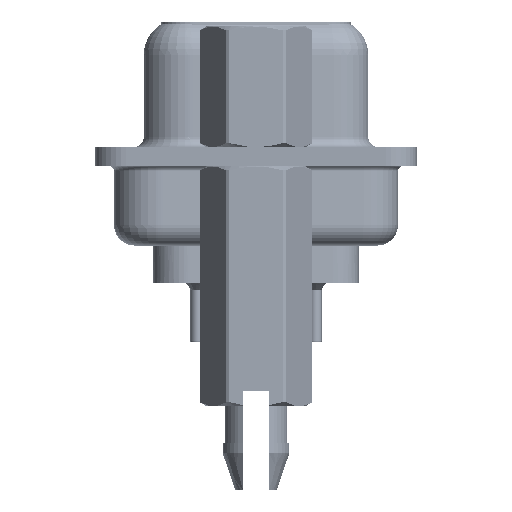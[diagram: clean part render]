
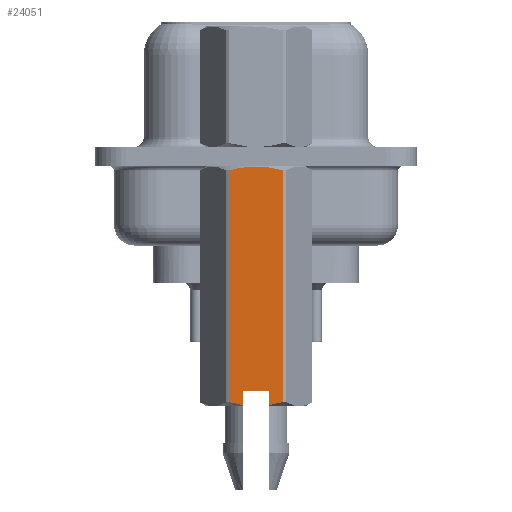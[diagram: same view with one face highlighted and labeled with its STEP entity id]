
A CAD part, left-side view. The second image highlights one B-rep face of the part: STEP entity #24051.
In plain terms, the highlighted planar face has unit normal (-1, 0, 0).
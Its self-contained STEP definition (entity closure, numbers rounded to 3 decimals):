
#739 = CARTESIAN_POINT ( 'NONE',  ( -2.381, 0.625, -11.885 ) ) ;
#774 = VERTEX_POINT ( 'NONE', #5732 ) ;
#1666 = CARTESIAN_POINT ( 'NONE',  ( -2.381, -0.625, -11.2 ) ) ;
#2779 = CARTESIAN_POINT ( 'NONE',  ( -2.381, -0.428, -0.485 ) ) ;
#3374 = CARTESIAN_POINT ( 'NONE',  ( -2.381, -1.375, -0.45 ) ) ;
#3859 = EDGE_CURVE ( 'NONE', #8241, #21035, #5694, .T. ) ;
#4183 = FACE_OUTER_BOUND ( 'NONE', #46622, .T. ) ;
#4774 = ORIENTED_EDGE ( 'NONE', *, *, #30431, .F. ) ;
#4945 = CARTESIAN_POINT ( 'NONE',  ( -2.381, 0., -0.468 ) ) ;
#5155 = CARTESIAN_POINT ( 'NONE',  ( -2.381, -0.625, -11.885 ) ) ;
#5279 = CARTESIAN_POINT ( 'NONE',  ( -2.381, 0.845, -11.853 ) ) ;
#5694 = B_SPLINE_CURVE_WITH_KNOTS ( 'NONE', 3,
 ( #4945, #6116, #10667, #10452, #10340, #10169 ),
 .UNSPECIFIED., .F., .F.,
 ( 4, 2, 4 ),
 ( 0.004, 0.004, 0.005 ),
 .UNSPECIFIED. ) ;
#5732 = CARTESIAN_POINT ( 'NONE',  ( -2.381, 1.273, -11.748 ) ) ;
#5939 = VERTEX_POINT ( 'NONE', #739 ) ;
#6116 = CARTESIAN_POINT ( 'NONE',  ( -2.381, 0.215, -0.468 ) ) ;
#6501 = ORIENTED_EDGE ( 'NONE', *, *, #18405, .T. ) ;
#6682 = CARTESIAN_POINT ( 'NONE',  ( -2.381, 0., -0.468 ) ) ;
#7274 = PLANE ( 'NONE',  #16831 ) ;
#8241 = VERTEX_POINT ( 'NONE', #36203 ) ;
#8947 = CARTESIAN_POINT ( 'NONE',  ( -2.381, -0.625, -11.2 ) ) ;
#9011 = CARTESIAN_POINT ( 'NONE',  ( -2.381, -1.273, -11.748 ) ) ;
#9921 = VECTOR ( 'NONE', #39626, 1000. ) ;
#10169 = CARTESIAN_POINT ( 'NONE',  ( -2.381, 1.273, -0.652 ) ) ;
#10340 = CARTESIAN_POINT ( 'NONE',  ( -2.381, 1.066, -0.596 ) ) ;
#10374 = CARTESIAN_POINT ( 'NONE',  ( -2.381, -1.273, -0.652 ) ) ;
#10452 = CARTESIAN_POINT ( 'NONE',  ( -2.381, 0.858, -0.55 ) ) ;
#10667 = CARTESIAN_POINT ( 'NONE',  ( -2.381, 0.432, -0.485 ) ) ;
#11146 = DIRECTION ( 'NONE',  ( 0., 0., 1. ) ) ;
#12276 = CARTESIAN_POINT ( 'NONE',  ( -2.381, 0.625, -11.2 ) ) ;
#12969 = VERTEX_POINT ( 'NONE', #12276 ) ;
#13347 = LINE ( 'NONE', #8947, #42379 ) ;
#13407 = B_SPLINE_CURVE_WITH_KNOTS ( 'NONE', 3,
 ( #10374, #14228, #25623, #2779, #29372, #6682 ),
 .UNSPECIFIED., .F., .F.,
 ( 4, 2, 4 ),
 ( 0.003, 0.003, 0.004 ),
 .UNSPECIFIED. ) ;
#14228 = CARTESIAN_POINT ( 'NONE',  ( -2.381, -1.065, -0.596 ) ) ;
#15781 = EDGE_CURVE ( 'NONE', #774, #5939, #29947, .T. ) ;
#15853 = ORIENTED_EDGE ( 'NONE', *, *, #3859, .T. ) ;
#16566 = CARTESIAN_POINT ( 'NONE',  ( -2.381, -0.842, -11.854 ) ) ;
#16831 = AXIS2_PLACEMENT_3D ( 'NONE', #3374, #33624, #11146 ) ;
#17881 = EDGE_CURVE ( 'NONE', #12969, #5939, #26019, .T. ) ;
#18072 = CARTESIAN_POINT ( 'NONE',  ( -2.381, -1.273, -0.652 ) ) ;
#18405 = EDGE_CURVE ( 'NONE', #21035, #774, #25980, .T. ) ;
#20691 = CARTESIAN_POINT ( 'NONE',  ( -2.381, -0.625, -11.885 ) ) ;
#21035 = VERTEX_POINT ( 'NONE', #25165 ) ;
#21307 = VECTOR ( 'NONE', #40568, 1000. ) ;
#22181 = B_SPLINE_CURVE_WITH_KNOTS ( 'NONE', 3,
 ( #5155, #16566, #43009, #9011 ),
 .UNSPECIFIED., .F., .F.,
 ( 4, 4 ),
 ( 0.003, 0.004 ),
 .UNSPECIFIED. ) ;
#23905 = CARTESIAN_POINT ( 'NONE',  ( -2.381, 1.06, -11.806 ) ) ;
#24051 = ADVANCED_FACE ( 'NONE', ( #4183 ), #7274, .T. ) ;
#24943 = CARTESIAN_POINT ( 'NONE',  ( -2.381, 1.273, 0.581 ) ) ;
#25071 = CARTESIAN_POINT ( 'NONE',  ( -2.381, -0.625, -11.2 ) ) ;
#25165 = CARTESIAN_POINT ( 'NONE',  ( -2.381, 1.273, -0.652 ) ) ;
#25486 = CARTESIAN_POINT ( 'NONE',  ( -2.381, 0.625, -11.2 ) ) ;
#25623 = CARTESIAN_POINT ( 'NONE',  ( -2.381, -0.853, -0.549 ) ) ;
#25887 = CARTESIAN_POINT ( 'NONE',  ( -2.381, -1.273, 0.581 ) ) ;
#25980 = LINE ( 'NONE', #24943, #44990 ) ;
#26019 = LINE ( 'NONE', #25486, #21307 ) ;
#27811 = DIRECTION ( 'NONE',  ( 0., 0., -1. ) ) ;
#28684 = DIRECTION ( 'NONE',  ( 0., 0., -1. ) ) ;
#29372 = CARTESIAN_POINT ( 'NONE',  ( -2.381, -0.215, -0.468 ) ) ;
#29613 = DIRECTION ( 'NONE',  ( 0., 0., 1. ) ) ;
#29947 = B_SPLINE_CURVE_WITH_KNOTS ( 'NONE', 3,
 ( #46637, #23905, #5279, #31786 ),
 .UNSPECIFIED., .F., .F.,
 ( 4, 4 ),
 ( 0.001, 0.002 ),
 .UNSPECIFIED. ) ;
#30005 = LINE ( 'NONE', #1666, #9921 ) ;
#30431 = EDGE_CURVE ( 'NONE', #34280, #12969, #30005, .T. ) ;
#30886 = ORIENTED_EDGE ( 'NONE', *, *, #40533, .T. ) ;
#31786 = CARTESIAN_POINT ( 'NONE',  ( -2.381, 0.625, -11.885 ) ) ;
#32066 = VERTEX_POINT ( 'NONE', #18072 ) ;
#32988 = EDGE_CURVE ( 'NONE', #34280, #44636, #13347, .T. ) ;
#33326 = ORIENTED_EDGE ( 'NONE', *, *, #40902, .T. ) ;
#33343 = VECTOR ( 'NONE', #29613, 1000. ) ;
#33624 = DIRECTION ( 'NONE',  ( -1., 0., 0. ) ) ;
#34280 = VERTEX_POINT ( 'NONE', #25071 ) ;
#34290 = ORIENTED_EDGE ( 'NONE', *, *, #15781, .T. ) ;
#34413 = ORIENTED_EDGE ( 'NONE', *, *, #32988, .T. ) ;
#36203 = CARTESIAN_POINT ( 'NONE',  ( -2.381, 0., -0.468 ) ) ;
#39626 = DIRECTION ( 'NONE',  ( 0., 1., 0. ) ) ;
#40533 = EDGE_CURVE ( 'NONE', #32066, #8241, #13407, .T. ) ;
#40568 = DIRECTION ( 'NONE',  ( 0., 0., -1. ) ) ;
#40902 = EDGE_CURVE ( 'NONE', #44636, #48232, #22181, .T. ) ;
#41185 = EDGE_CURVE ( 'NONE', #48232, #32066, #43502, .T. ) ;
#41449 = ORIENTED_EDGE ( 'NONE', *, *, #41185, .T. ) ;
#41490 = ORIENTED_EDGE ( 'NONE', *, *, #17881, .F. ) ;
#42379 = VECTOR ( 'NONE', #27811, 1000. ) ;
#43009 = CARTESIAN_POINT ( 'NONE',  ( -2.381, -1.06, -11.806 ) ) ;
#43502 = LINE ( 'NONE', #25887, #33343 ) ;
#44636 = VERTEX_POINT ( 'NONE', #20691 ) ;
#44990 = VECTOR ( 'NONE', #28684, 1000. ) ;
#45718 = CARTESIAN_POINT ( 'NONE',  ( -2.381, -1.273, -11.748 ) ) ;
#46622 = EDGE_LOOP ( 'NONE', ( #41490, #4774, #34413, #33326, #41449, #30886, #15853, #6501, #34290 ) ) ;
#46637 = CARTESIAN_POINT ( 'NONE',  ( -2.381, 1.273, -11.748 ) ) ;
#48232 = VERTEX_POINT ( 'NONE', #45718 ) ;
